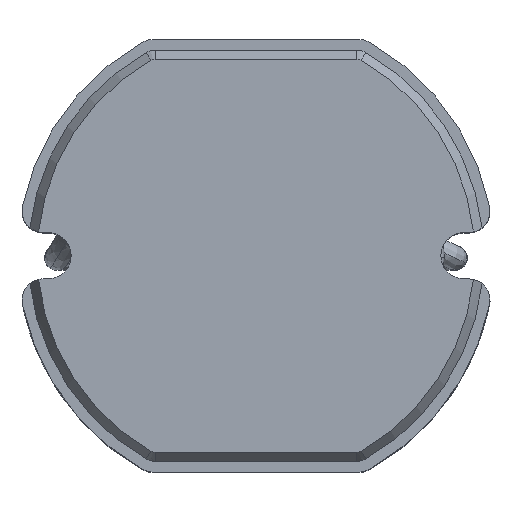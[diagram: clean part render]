
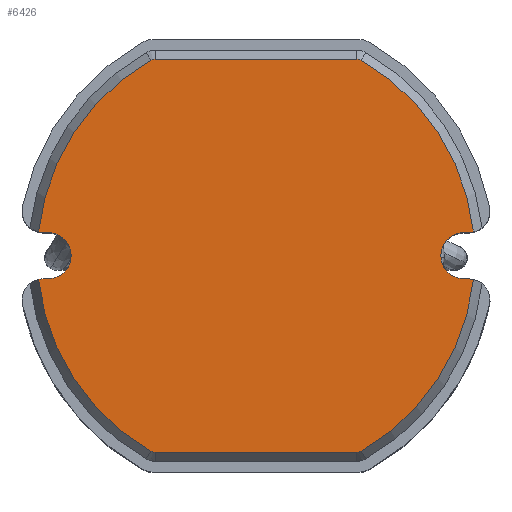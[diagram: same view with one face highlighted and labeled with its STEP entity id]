
A CAD part, top view. The second image highlights one B-rep face of the part: STEP entity #6426.
In plain terms, the highlighted planar face has unit normal (0, 0, 1).
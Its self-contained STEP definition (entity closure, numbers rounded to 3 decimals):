
#704=CARTESIAN_POINT('',(1.653,-3.075,0.));
#705=DIRECTION('',(0.,0.,-1.));
#706=DIRECTION('',(0.497,-0.868,0.));
#707=AXIS2_PLACEMENT_3D('',#704,#705,#706);
#709=CARTESIAN_POINT('',(-1.653,-3.075,0.));
#710=DIRECTION('',(0.,0.,-1.));
#711=DIRECTION('',(0.,-1.,0.));
#712=AXIS2_PLACEMENT_3D('',#709,#710,#711);
#714=CARTESIAN_POINT('',(0.104,0.,0.));
#715=DIRECTION('',(0.,0.,-1.));
#716=DIRECTION('',(-0.496,-0.868,0.));
#717=AXIS2_PLACEMENT_3D('',#714,#715,#716);
#719=CARTESIAN_POINT('',(-3.489,-0.73,0.));
#720=DIRECTION('',(0.,0.,-1.));
#721=DIRECTION('',(-0.222,0.975,0.));
#722=AXIS2_PLACEMENT_3D('',#719,#720,#721);
#724=CARTESIAN_POINT('',(-3.413,0.,0.));
#725=DIRECTION('',(0.,0.,1.));
#726=DIRECTION('',(0.,-1.,0.));
#727=AXIS2_PLACEMENT_3D('',#724,#725,#726);
#729=DIRECTION('',(-0.997,0.08,0.));
#730=VECTOR('',#729,0.052);
#731=CARTESIAN_POINT('',(-3.491,0.38,0.));
#732=LINE('',#731,#730);
#733=CARTESIAN_POINT('',(-3.489,0.73,0.));
#734=DIRECTION('',(0.,0.,-1.));
#735=DIRECTION('',(-0.154,-0.988,0.));
#736=AXIS2_PLACEMENT_3D('',#733,#734,#735);
#738=CARTESIAN_POINT('',(0.104,0.,0.));
#739=DIRECTION('',(0.,0.,-1.));
#740=DIRECTION('',(-0.994,0.105,0.));
#741=AXIS2_PLACEMENT_3D('',#738,#739,#740);
#743=CARTESIAN_POINT('',(-1.653,3.075,0.));
#744=DIRECTION('',(0.,0.,-1.));
#745=DIRECTION('',(-0.497,0.868,0.));
#746=AXIS2_PLACEMENT_3D('',#743,#744,#745);
#748=CARTESIAN_POINT('',(1.653,3.075,0.));
#749=DIRECTION('',(0.,0.,-1.));
#750=DIRECTION('',(0.,1.,0.));
#751=AXIS2_PLACEMENT_3D('',#748,#749,#750);
#753=CARTESIAN_POINT('',(-0.104,0.,0.));
#754=DIRECTION('',(0.,0.,-1.));
#755=DIRECTION('',(0.496,0.868,0.));
#756=AXIS2_PLACEMENT_3D('',#753,#754,#755);
#758=CARTESIAN_POINT('',(3.489,0.73,0.));
#759=DIRECTION('',(0.,0.,-1.));
#760=DIRECTION('',(0.222,-0.975,0.));
#761=AXIS2_PLACEMENT_3D('',#758,#759,#760);
#763=DIRECTION('',(-0.997,-0.08,0.));
#764=VECTOR('',#763,0.052);
#765=CARTESIAN_POINT('',(3.543,0.384,0.));
#766=LINE('',#765,#764);
#767=CARTESIAN_POINT('',(3.413,0.,0.));
#768=DIRECTION('',(0.,0.,1.));
#769=DIRECTION('',(0.,1.,0.));
#770=AXIS2_PLACEMENT_3D('',#767,#768,#769);
#772=DIRECTION('',(0.997,-0.08,0.));
#773=VECTOR('',#772,0.052);
#774=CARTESIAN_POINT('',(3.491,-0.38,0.));
#775=LINE('',#774,#773);
#776=CARTESIAN_POINT('',(3.489,-0.73,0.));
#777=DIRECTION('',(0.,0.,-1.));
#778=DIRECTION('',(0.154,0.988,0.));
#779=AXIS2_PLACEMENT_3D('',#776,#777,#778);
#781=CARTESIAN_POINT('',(-0.104,0.,0.));
#782=DIRECTION('',(0.,0.,-1.));
#783=DIRECTION('',(0.994,-0.105,0.));
#784=AXIS2_PLACEMENT_3D('',#781,#782,#783);
#790=DIRECTION('',(1.,0.,0.));
#791=VECTOR('',#790,3.306);
#792=CARTESIAN_POINT('',(-1.653,-3.225,
0.));
#793=LINE('',#792,#791);
#914=DIRECTION('',(-1.,0.,0.));
#915=VECTOR('',#914,0.076);
#916=CARTESIAN_POINT('',(-3.413,-0.38,0.));
#917=LINE('',#916,#915);
#926=DIRECTION('',(1.,0.,0.));
#927=VECTOR('',#926,0.076);
#928=CARTESIAN_POINT('',(-3.489,0.38,0.));
#929=LINE('',#928,#927);
#930=CARTESIAN_POINT('',(-3.489,0.73,0.));
#931=DIRECTION('',(0.,0.,1.));
#932=DIRECTION('',(-0.006,-1.,0.));
#933=AXIS2_PLACEMENT_3D('',#930,#931,#932);
#1048=DIRECTION('',(-1.,0.,0.));
#1049=VECTOR('',#1048,3.306);
#1050=CARTESIAN_POINT('',(1.653,3.225,
0.));
#1051=LINE('',#1050,#1049);
#1087=CARTESIAN_POINT('',(3.489,0.73,0.));
#1088=DIRECTION('',(0.,0.,1.));
#1089=DIRECTION('',(0.,-1.,0.));
#1090=AXIS2_PLACEMENT_3D('',#1087,#1088,#1089);
#1100=DIRECTION('',(1.,0.,0.));
#1101=VECTOR('',#1100,0.076);
#1102=CARTESIAN_POINT('',(3.413,0.38,0.));
#1103=LINE('',#1102,#1101);
#1112=DIRECTION('',(-1.,0.,0.));
#1113=VECTOR('',#1112,0.076);
#1114=CARTESIAN_POINT('',(3.489,-0.38,0.));
#1115=LINE('',#1114,#1113);
#1116=CARTESIAN_POINT('',(3.489,-0.73,0.));
#1117=DIRECTION('',(0.,0.,1.));
#1118=DIRECTION('',(0.006,1.,0.));
#1119=AXIS2_PLACEMENT_3D('',#1116,#1117,#1118);
#4850=CARTESIAN_POINT('',(3.567,-0.389,0.));
#4851=VERTEX_POINT('',#4850);
#4852=CARTESIAN_POINT('',(3.543,-0.384,0.));
#4853=VERTEX_POINT('',#4852);
#4854=CARTESIAN_POINT('',(1.728,-3.205,0.));
#4855=CARTESIAN_POINT('',(1.653,-3.225,0.));
#4856=VERTEX_POINT('',#4854);
#4857=VERTEX_POINT('',#4855);
#4858=CARTESIAN_POINT('',(-1.653,-3.225,
0.));
#4859=VERTEX_POINT('',#4858);
#4860=CARTESIAN_POINT('',(-1.727,-3.205,0.));
#4861=VERTEX_POINT('',#4860);
#4862=CARTESIAN_POINT('',(-3.567,-0.389,0.));
#4863=VERTEX_POINT('',#4862);
#4864=CARTESIAN_POINT('',(-3.489,-0.38,0.));
#4865=VERTEX_POINT('',#4864);
#4866=CARTESIAN_POINT('',(-3.413,-0.38,0.));
#4867=VERTEX_POINT('',#4866);
#4868=CARTESIAN_POINT('',(-3.413,0.38,0.));
#4869=VERTEX_POINT('',#4868);
#4870=CARTESIAN_POINT('',(-3.489,0.38,0.));
#4871=VERTEX_POINT('',#4870);
#4872=CARTESIAN_POINT('',(-3.491,0.38,0.));
#4873=VERTEX_POINT('',#4872);
#4874=CARTESIAN_POINT('',(-3.543,0.384,0.));
#4875=VERTEX_POINT('',#4874);
#4876=CARTESIAN_POINT('',(-3.567,0.389,0.));
#4877=VERTEX_POINT('',#4876);
#4878=CARTESIAN_POINT('',(-1.727,3.205,0.));
#4879=VERTEX_POINT('',#4878);
#4880=CARTESIAN_POINT('',(-1.653,3.225,0.));
#4881=VERTEX_POINT('',#4880);
#4882=CARTESIAN_POINT('',(1.653,3.225,
0.));
#4883=VERTEX_POINT('',#4882);
#4884=CARTESIAN_POINT('',(1.728,3.205,0.));
#4885=VERTEX_POINT('',#4884);
#4886=CARTESIAN_POINT('',(3.567,0.389,0.));
#4887=VERTEX_POINT('',#4886);
#4888=CARTESIAN_POINT('',(3.543,0.384,0.));
#4889=VERTEX_POINT('',#4888);
#4890=CARTESIAN_POINT('',(3.491,0.38,0.));
#4891=VERTEX_POINT('',#4890);
#4892=CARTESIAN_POINT('',(3.489,0.38,0.));
#4893=VERTEX_POINT('',#4892);
#4894=CARTESIAN_POINT('',(3.413,0.38,0.));
#4895=VERTEX_POINT('',#4894);
#4896=CARTESIAN_POINT('',(3.413,-0.38,0.));
#4897=VERTEX_POINT('',#4896);
#4898=CARTESIAN_POINT('',(3.489,-0.38,0.));
#4899=VERTEX_POINT('',#4898);
#4900=CARTESIAN_POINT('',(3.491,-0.38,0.));
#4901=VERTEX_POINT('',#4900);
#6368=CARTESIAN_POINT('',(0.,-0.02,0.));
#6369=DIRECTION('',(0.,0.,1.));
#6370=DIRECTION('',(0.,-1.,0.));
#6371=AXIS2_PLACEMENT_3D('',#6368,#6369,#6370);
#6372=PLANE('',#6371);
#6374=ORIENTED_EDGE('',*,*,#6373,.T.);
#6376=ORIENTED_EDGE('',*,*,#6375,.F.);
#6378=ORIENTED_EDGE('',*,*,#6377,.T.);
#6380=ORIENTED_EDGE('',*,*,#6379,.T.);
#6382=ORIENTED_EDGE('',*,*,#6381,.T.);
#6384=ORIENTED_EDGE('',*,*,#6383,.F.);
#6386=ORIENTED_EDGE('',*,*,#6385,.T.);
#6388=ORIENTED_EDGE('',*,*,#6387,.F.);
#6390=ORIENTED_EDGE('',*,*,#6389,.F.);
#6392=ORIENTED_EDGE('',*,*,#6391,.T.);
#6394=ORIENTED_EDGE('',*,*,#6393,.T.);
#6396=ORIENTED_EDGE('',*,*,#6395,.T.);
#6398=ORIENTED_EDGE('',*,*,#6397,.T.);
#6400=ORIENTED_EDGE('',*,*,#6399,.F.);
#6402=ORIENTED_EDGE('',*,*,#6401,.T.);
#6404=ORIENTED_EDGE('',*,*,#6403,.T.);
#6406=ORIENTED_EDGE('',*,*,#6405,.T.);
#6408=ORIENTED_EDGE('',*,*,#6407,.T.);
#6410=ORIENTED_EDGE('',*,*,#6409,.F.);
#6412=ORIENTED_EDGE('',*,*,#6411,.F.);
#6414=ORIENTED_EDGE('',*,*,#6413,.T.);
#6416=ORIENTED_EDGE('',*,*,#6415,.F.);
#6418=ORIENTED_EDGE('',*,*,#6417,.F.);
#6420=ORIENTED_EDGE('',*,*,#6419,.T.);
#6421=ORIENTED_EDGE('',*,*,#6359,.T.);
#6423=ORIENTED_EDGE('',*,*,#6422,.T.);
#6424=EDGE_LOOP('',(#6374,#6376,#6378,#6380,#6382,#6384,#6386,#6388,#6390,#6392,
#6394,#6396,#6398,#6400,#6402,#6404,#6406,#6408,#6410,#6412,#6414,#6416,#6418,
#6420,#6421,#6423));
#6425=FACE_OUTER_BOUND('',#6424,.F.);
#708=CIRCLE('',#707,0.15);
#713=CIRCLE('',#712,0.15);
#718=CIRCLE('',#717,3.692);
#723=CIRCLE('',#722,0.35);
#728=CIRCLE('',#727,0.38);
#737=CIRCLE('',#736,0.35);
#742=CIRCLE('',#741,3.692);
#747=CIRCLE('',#746,0.15);
#752=CIRCLE('',#751,0.15);
#757=CIRCLE('',#756,3.692);
#762=CIRCLE('',#761,0.35);
#771=CIRCLE('',#770,0.38);
#780=CIRCLE('',#779,0.35);
#785=CIRCLE('',#784,3.692);
#934=CIRCLE('',#933,0.35);
#1091=CIRCLE('',#1090,0.35);
#1120=CIRCLE('',#1119,0.35);
#6359=EDGE_CURVE('',#4853,#4851,#780,.T.);
#6373=EDGE_CURVE('',#4856,#4857,#708,.T.);
#6375=EDGE_CURVE('',#4859,#4857,#793,.T.);
#6377=EDGE_CURVE('',#4859,#4861,#713,.T.);
#6379=EDGE_CURVE('',#4861,#4863,#718,.T.);
#6381=EDGE_CURVE('',#4863,#4865,#723,.T.);
#6383=EDGE_CURVE('',#4867,#4865,#917,.T.);
#6385=EDGE_CURVE('',#4867,#4869,#728,.T.);
#6387=EDGE_CURVE('',#4871,#4869,#929,.T.);
#6389=EDGE_CURVE('',#4873,#4871,#934,.T.);
#6391=EDGE_CURVE('',#4873,#4875,#732,.T.);
#6393=EDGE_CURVE('',#4875,#4877,#737,.T.);
#6395=EDGE_CURVE('',#4877,#4879,#742,.T.);
#6397=EDGE_CURVE('',#4879,#4881,#747,.T.);
#6399=EDGE_CURVE('',#4883,#4881,#1051,.T.);
#6401=EDGE_CURVE('',#4883,#4885,#752,.T.);
#6403=EDGE_CURVE('',#4885,#4887,#757,.T.);
#6405=EDGE_CURVE('',#4887,#4889,#762,.T.);
#6407=EDGE_CURVE('',#4889,#4891,#766,.T.);
#6409=EDGE_CURVE('',#4893,#4891,#1091,.T.);
#6411=EDGE_CURVE('',#4895,#4893,#1103,.T.);
#6413=EDGE_CURVE('',#4895,#4897,#771,.T.);
#6415=EDGE_CURVE('',#4899,#4897,#1115,.T.);
#6417=EDGE_CURVE('',#4901,#4899,#1120,.T.);
#6419=EDGE_CURVE('',#4901,#4853,#775,.T.);
#6422=EDGE_CURVE('',#4851,#4856,#785,.T.);
#6426=ADVANCED_FACE('',(#6425),#6372,.T.);
